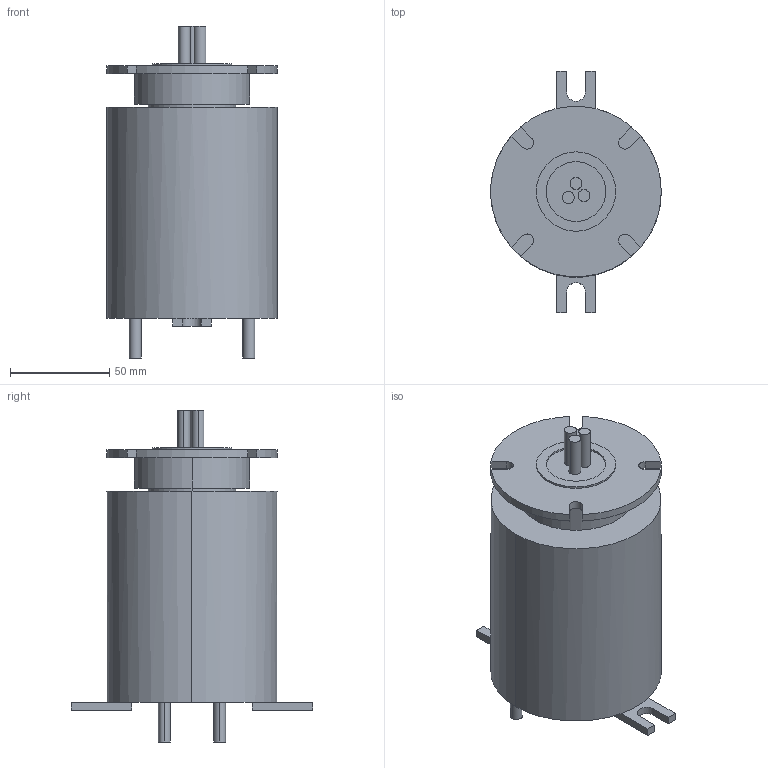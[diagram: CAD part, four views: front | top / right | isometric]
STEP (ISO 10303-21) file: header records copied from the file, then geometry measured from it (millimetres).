
FILE_DESCRIPTION (( 'STEP AP203' ), '1' );
FILE_NAME ('RX00714004.STEP', '2020-07-15T10:27:01', ( '微软用户' ), ( '微软中国' ), 'SwSTEP 2.0', 'SolidWorks 2014', '' );
FILE_SCHEMA (( 'CONFIG_CONTROL_DESIGN' ));
Length unit declared in the file: millimetre
Products named in the file (1): RX00714004
Bounding box: 86 x 122 x 167.4 mm (x, y, z)
Volume: 690591.1 mm3; surface area: 57499.8 mm2
Topology: 1 solids, 1 shells, 98 faces, 235 edges, 146 vertices
Faces by surface type: cylinder 43, plane 39, cone 16
Entity records: 2878 total; most frequent: DIRECTION 523, CARTESIAN_POINT 472, ORIENTED_EDGE 454, EDGE_CURVE 227, AXIS2_PLACEMENT_3D 197, VERTEX_POINT 146, VECTOR 129, LINE 129
